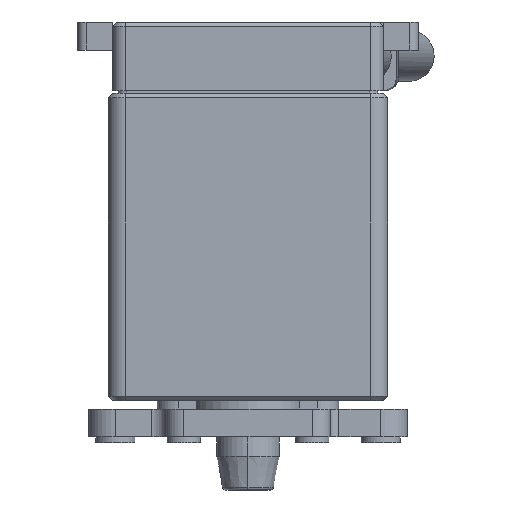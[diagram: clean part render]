
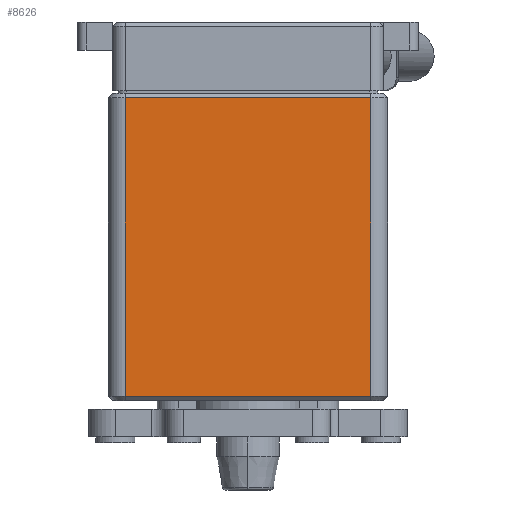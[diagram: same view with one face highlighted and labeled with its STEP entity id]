
A CAD part, front view. The second image highlights one B-rep face of the part: STEP entity #8626.
In plain terms, the highlighted planar face has unit normal (0, -1, 0).
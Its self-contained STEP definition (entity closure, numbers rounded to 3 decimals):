
#8626 = ADVANCED_FACE ( 'NONE', ( #162250 ), #69431, .F. ) ;
#11848 = EDGE_CURVE ( 'NONE', #165465, #56294, #88020, .T. ) ;
#21124 = CARTESIAN_POINT ( 'NONE',  ( 132.937, 53.451, 40.705 ) ) ;
#23554 = CARTESIAN_POINT ( 'NONE',  ( 38.937, 53.451, 147.705 ) ) ;
#35079 = EDGE_CURVE ( 'NONE', #107653, #165465, #138961, .T. ) ;
#35763 = DIRECTION ( 'NONE',  ( 0., 1., 0. ) ) ;
#45828 = CARTESIAN_POINT ( 'NONE',  ( 132.937, 53.451, 149.205 ) ) ;
#47511 = DIRECTION ( 'NONE',  ( 0., 0., 1. ) ) ;
#50908 = DIRECTION ( 'NONE',  ( -1., 0., 0. ) ) ;
#54050 = VECTOR ( 'NONE', #69576, 1000. ) ;
#56294 = VERTEX_POINT ( 'NONE', #147549 ) ;
#63281 = DIRECTION ( 'NONE',  ( 0., 0., 1. ) ) ;
#66824 = VECTOR ( 'NONE', #47511, 1000. ) ;
#69431 = PLANE ( 'NONE',  #156843 ) ;
#69576 = DIRECTION ( 'NONE',  ( 0., 0., -1. ) ) ;
#73544 = DIRECTION ( 'NONE',  ( 1., 0., 0. ) ) ;
#75795 = VECTOR ( 'NONE', #73544, 1000. ) ;
#77382 = ORIENTED_EDGE ( 'NONE', *, *, #11848, .T. ) ;
#79357 = ORIENTED_EDGE ( 'NONE', *, *, #35079, .T. ) ;
#88020 = LINE ( 'NONE', #45828, #66824 ) ;
#88534 = VECTOR ( 'NONE', #50908, 1000. ) ;
#91417 = LINE ( 'NONE', #23554, #88534 ) ;
#99733 = EDGE_CURVE ( 'NONE', #145665, #107653, #134147, .T. ) ;
#107164 = CARTESIAN_POINT ( 'NONE',  ( 44.937, 53.451, 40.705 ) ) ;
#107653 = VERTEX_POINT ( 'NONE', #107164 ) ;
#109333 = ORIENTED_EDGE ( 'NONE', *, *, #99733, .T. ) ;
#111611 = CARTESIAN_POINT ( 'NONE',  ( 44.937, 53.451, 149.205 ) ) ;
#121300 = CARTESIAN_POINT ( 'NONE',  ( 132.937, 53.451, 40.705 ) ) ;
#133248 = EDGE_CURVE ( 'NONE', #56294, #145665, #91417, .T. ) ;
#134147 = LINE ( 'NONE', #111611, #54050 ) ;
#138961 = LINE ( 'NONE', #21124, #75795 ) ;
#142437 = CARTESIAN_POINT ( 'NONE',  ( 38.937, 53.451, 149.205 ) ) ;
#145665 = VERTEX_POINT ( 'NONE', #158455 ) ;
#147476 = EDGE_LOOP ( 'NONE', ( #77382, #156555, #109333, #79357 ) ) ;
#147549 = CARTESIAN_POINT ( 'NONE',  ( 132.937, 53.451, 147.705 ) ) ;
#156555 = ORIENTED_EDGE ( 'NONE', *, *, #133248, .T. ) ;
#156843 = AXIS2_PLACEMENT_3D ( 'NONE', #142437, #35763, #63281 ) ;
#158455 = CARTESIAN_POINT ( 'NONE',  ( 44.937, 53.451, 147.705 ) ) ;
#162250 = FACE_OUTER_BOUND ( 'NONE', #147476, .T. ) ;
#165465 = VERTEX_POINT ( 'NONE', #121300 ) ;
